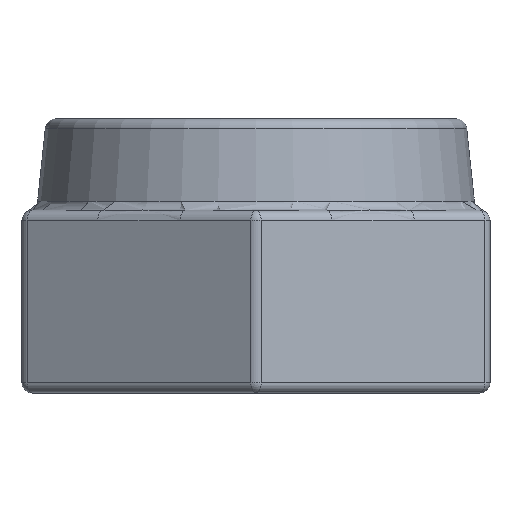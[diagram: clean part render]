
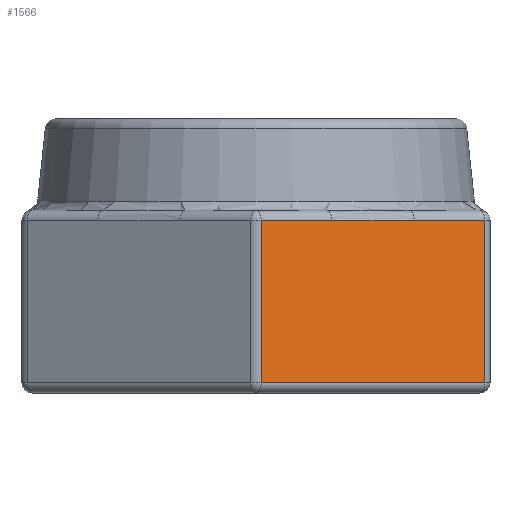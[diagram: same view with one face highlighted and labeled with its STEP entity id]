
A CAD part, front view. The second image highlights one B-rep face of the part: STEP entity #1566.
In plain terms, the highlighted planar face has unit normal (0.5, -0.866, 0).
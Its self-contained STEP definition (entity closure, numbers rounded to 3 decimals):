
#23 = ORIENTED_EDGE ( 'NONE', *, *, #294, .T. ) ;
#39 = CARTESIAN_POINT ( 'NONE',  ( 0., -4.435, 0.17 ) ) ;
#61 = DIRECTION ( 'NONE',  ( 0., 0., -1. ) ) ;
#63 = LINE ( 'NONE', #1855, #1839 ) ;
#96 = PLANE ( 'NONE',  #1864 ) ;
#111 = CARTESIAN_POINT ( 'NONE',  ( 1.695, -3.456, 2.84 ) ) ;
#242 = CARTESIAN_POINT ( 'NONE',  ( 0., -4.435, 2.83 ) ) ;
#267 = DIRECTION ( 'NONE',  ( -0.5, 0.866, 0. ) ) ;
#269 = ORIENTED_EDGE ( 'NONE', *, *, #2183, .T. ) ;
#281 = CARTESIAN_POINT ( 'NONE',  ( 1.244, -3.717, 2.83 ) ) ;
#294 = EDGE_CURVE ( 'NONE', #1032, #389, #1089, .T. ) ;
#297 = CARTESIAN_POINT ( 'NONE',  ( 2.597, -2.936, 2.83 ) ) ;
#330 = EDGE_LOOP ( 'NONE', ( #1217, #2031, #23, #269, #2131, #770 ) ) ;
#389 = VERTEX_POINT ( 'NONE', #1990 ) ;
#454 = CARTESIAN_POINT ( 'NONE',  ( 3.756, -2.267, 2.83 ) ) ;
#484 = DIRECTION ( 'NONE',  ( 0., 0., 1. ) ) ;
#698 = LINE ( 'NONE', #39, #1047 ) ;
#699 = DIRECTION ( 'NONE',  ( -0.866, -0.5, 0. ) ) ;
#747 = EDGE_CURVE ( 'NONE', #1655, #1032, #1912, .T. ) ;
#755 = VERTEX_POINT ( 'NONE', #454 ) ;
#770 = ORIENTED_EDGE ( 'NONE', *, *, #1712, .T. ) ;
#949 = VERTEX_POINT ( 'NONE', #1515 ) ;
#953 = CARTESIAN_POINT ( 'NONE',  ( 2.372, -3.066, 2.83 ) ) ;
#982 = EDGE_CURVE ( 'NONE', #755, #1655, #2062, .T. ) ;
#1017 = VECTOR ( 'NONE', #61, 1000. ) ;
#1032 = VERTEX_POINT ( 'NONE', #1914 ) ;
#1047 = VECTOR ( 'NONE', #1071, 1000. ) ;
#1071 = DIRECTION ( 'NONE',  ( 0.866, 0.5, 0. ) ) ;
#1083 = CARTESIAN_POINT ( 'NONE',  ( 0.085, -4.386, 3. ) ) ;
#1089 = LINE ( 'NONE', #242, #2020 ) ;
#1129 = CARTESIAN_POINT ( 'NONE',  ( 2.146, -3.196, 2.84 ) ) ;
#1133 = FACE_OUTER_BOUND ( 'NONE', #330, .T. ) ;
#1217 = ORIENTED_EDGE ( 'NONE', *, *, #982, .T. ) ;
#1271 = DIRECTION ( 'NONE',  ( -0.866, -0.5, 0. ) ) ;
#1297 = CARTESIAN_POINT ( 'NONE',  ( 0., -4.435, 3. ) ) ;
#1315 = CARTESIAN_POINT ( 'NONE',  ( 1.469, -3.587, 2.83 ) ) ;
#1469 = DIRECTION ( 'NONE',  ( -0.866, -0.5, 0. ) ) ;
#1487 = LINE ( 'NONE', #1083, #1017 ) ;
#1515 = CARTESIAN_POINT ( 'NONE',  ( 3.756, -2.267, 0.17 ) ) ;
#1534 = CARTESIAN_POINT ( 'NONE',  ( 0.085, -4.386, 0.17 ) ) ;
#1566 = ADVANCED_FACE ( 'NONE', ( #1133 ), #96, .F. ) ;
#1655 = VERTEX_POINT ( 'NONE', #297 ) ;
#1712 = EDGE_CURVE ( 'NONE', #949, #755, #63, .T. ) ;
#1728 = CARTESIAN_POINT ( 'NONE',  ( 0., -4.435, 2.83 ) ) ;
#1760 = VERTEX_POINT ( 'NONE', #1534 ) ;
#1839 = VECTOR ( 'NONE', #484, 1000. ) ;
#1855 = CARTESIAN_POINT ( 'NONE',  ( 3.756, -2.267, 3. ) ) ;
#1864 = AXIS2_PLACEMENT_3D ( 'NONE', #1297, #267, #1469 ) ;
#1912 = B_SPLINE_CURVE_WITH_KNOTS ( 'NONE', 3,
 ( #2168, #953, #1129, #111, #1315, #281 ),
 .UNSPECIFIED., .F., .F.,
 ( 4, 2, 4 ),
 ( 0., 0.001, 0.002 ),
 .UNSPECIFIED. ) ;
#1914 = CARTESIAN_POINT ( 'NONE',  ( 1.244, -3.717, 2.83 ) ) ;
#1948 = EDGE_CURVE ( 'NONE', #1760, #949, #698, .T. ) ;
#1990 = CARTESIAN_POINT ( 'NONE',  ( 0.085, -4.386, 2.83 ) ) ;
#2020 = VECTOR ( 'NONE', #1271, 1000. ) ;
#2031 = ORIENTED_EDGE ( 'NONE', *, *, #747, .T. ) ;
#2062 = LINE ( 'NONE', #1728, #2118 ) ;
#2118 = VECTOR ( 'NONE', #699, 1000. ) ;
#2131 = ORIENTED_EDGE ( 'NONE', *, *, #1948, .T. ) ;
#2168 = CARTESIAN_POINT ( 'NONE',  ( 2.597, -2.936, 2.83 ) ) ;
#2183 = EDGE_CURVE ( 'NONE', #389, #1760, #1487, .T. ) ;
